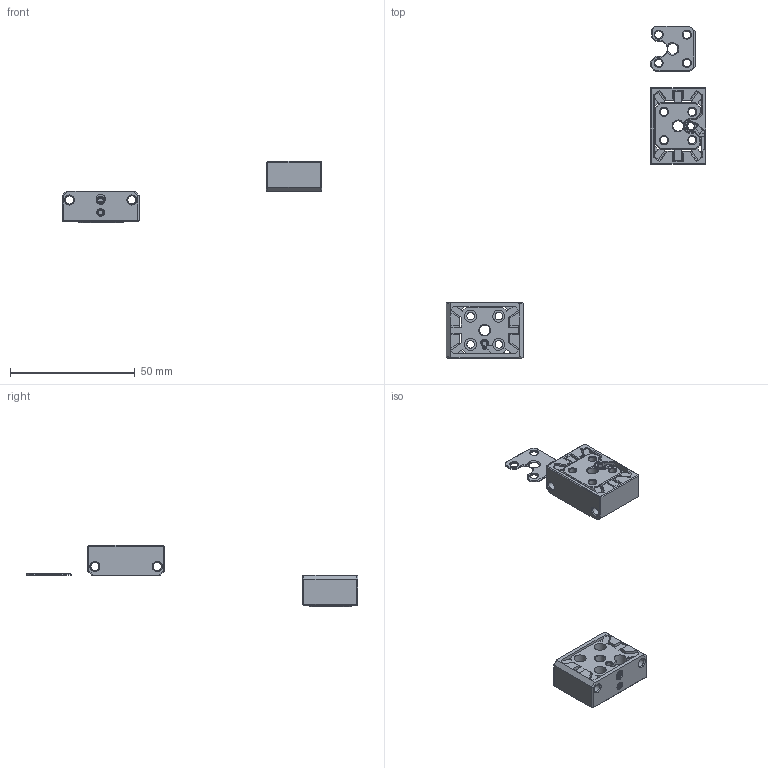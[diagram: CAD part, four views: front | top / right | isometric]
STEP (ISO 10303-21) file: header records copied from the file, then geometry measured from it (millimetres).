
FILE_DESCRIPTION(/* description */ (''),/* implementation_level */ '2;1');
FILE_NAME(/* name */ 'Poke v13 Dragon.step',/* time_stamp */ '2024-03-03T23:17:55-08:00',/* author */ (''),/* organization */ (''),/* preprocessor_version */ 'ST-DEVELOPER v20',/* originating_system */ 'Autodesk Translation Framework v12.20.1.177',/* authorisation */ '');
FILE_SCHEMA (('AUTOMOTIVE_DESIGN { 1 0 10303 214 3 1 1 }'));
Length unit declared in the file: millimetre
Products named in the file (7): Switch, Dragon; Set Screws; Set Screw m3x4; Arrange1; Envelope1(Qty: 1); Poke; PokeSpacer
Assembly tree (11 placements, depth 4):
  Switch, Dragon
    Set Screws
      Set Screw m3x4  x4
    Poke
    PokeSpacer
    Arrange1
      Envelope1(Qty: 1)
        Poke
        PokeSpacer
Bounding box: 103.94 x 132.9 x 24.6 mm (x, y, z)
Volume: 11866.6 mm3; surface area: 13447.6 mm2
Topology: 8 solids, 8 shells, 806 faces, 2324 edges, 1486 vertices
Faces by surface type: plane 538, cylinder 186, cone 74, bspline 8
Full cylindrical faces by diameter (mm): 2.356 x8, 2.5 x4, 2.8 x2, 2.927 x12, 3 x16, 3.1 x4, 3.25 x4, 4.2 x4, 4.8 x8
Entity records: 13801 total; most frequent: CARTESIAN_POINT 3707, ORIENTED_EDGE 2148, DIRECTION 1998, EDGE_CURVE 1074, LINE 766, VECTOR 766, VERTEX_POINT 686, AXIS2_PLACEMENT_3D 616
